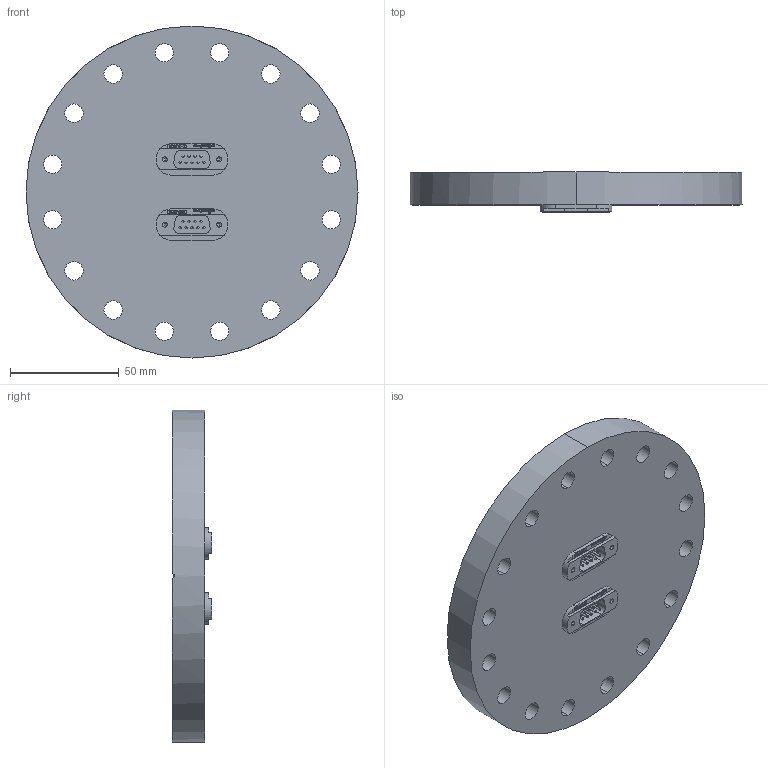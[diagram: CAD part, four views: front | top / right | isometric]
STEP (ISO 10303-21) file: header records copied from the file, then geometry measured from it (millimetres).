
FILE_DESCRIPTION (( 'STEP AP214' ), '1' );
FILE_NAME ('210-D09-C100-2.STEP', '2018-03-27T14:46:26', ( 'allectra' ), ( 'Microsoft' ), 'SwSTEP 2.0', 'SolidWorks 2014', '' );
FILE_SCHEMA (( 'AUTOMOTIVE_DESIGN' ));
Length unit declared in the file: millimetre
Products named in the file (5): 9218-D9-37-SS_9pin 1mm beschr. allectra; 210-D09-C100-2; 9210-D09-C100-2_CF100; 218-D9-37-SS_218-D09-SS; 9210-PIN-FENI_Pin vergoldet
Assembly tree (13 placements, depth 3):
  210-D09-C100-2
    218-D9-37-SS_218-D09-SS  x2
      9218-D9-37-SS_9pin 1mm beschr. allectra
      9210-PIN-FENI_Pin vergoldet
    9210-D09-C100-2_CF100
Bounding box: 152.4 x 18.2 x 152.4 mm (x, y, z)
Volume: 244598.5 mm3; surface area: 56876.1 mm2
Topology: 21 solids, 21 shells, 648 faces, 1778 edges, 1168 vertices
Faces by surface type: plane 296, cylinder 242, bspline 54, sphere 36, cone 20
Entity records: 12077 total; most frequent: CARTESIAN_POINT 3590, ORIENTED_EDGE 1710, DIRECTION 1675, EDGE_CURVE 855, AXIS2_PLACEMENT_3D 569, VERTEX_POINT 566, VECTOR 537, LINE 537
